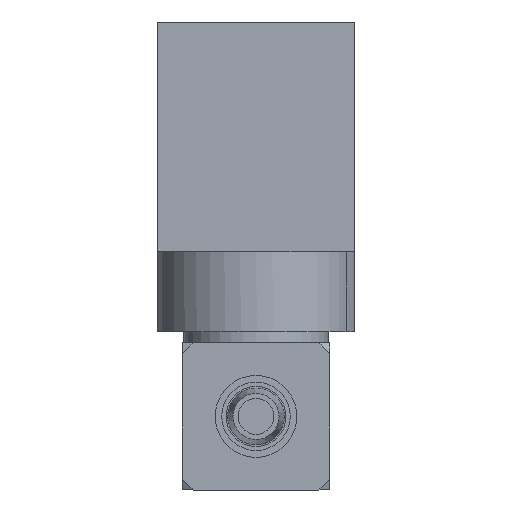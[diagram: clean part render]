
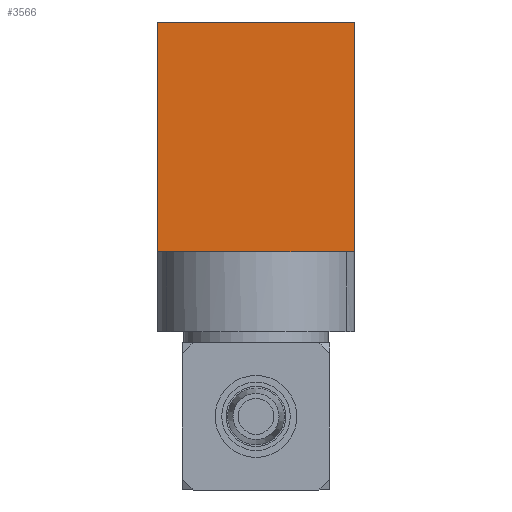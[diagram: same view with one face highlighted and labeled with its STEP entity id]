
A CAD part, front view. The second image highlights one B-rep face of the part: STEP entity #3566.
In plain terms, the highlighted planar face has unit normal (0, -1, 0).
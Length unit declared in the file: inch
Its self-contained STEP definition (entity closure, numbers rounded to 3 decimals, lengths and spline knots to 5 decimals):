
#189 = LINE ( 'NONE', #1879, #508 ) ;
#205 = VERTEX_POINT ( 'NONE', #2161 ) ;
#278 = DIRECTION ( 'NONE',  ( 1., 0., 0. ) ) ;
#407 = VECTOR ( 'NONE', #278, 39.37008 ) ;
#508 = VECTOR ( 'NONE', #4505, 39.37008 ) ;
#590 = ORIENTED_EDGE ( 'NONE', *, *, #1482, .T. ) ;
#615 = CARTESIAN_POINT ( 'NONE',  ( 0.185, -0.18494, -0.43065 ) ) ;
#874 = ORIENTED_EDGE ( 'NONE', *, *, #4190, .F. ) ;
#1098 = CARTESIAN_POINT ( 'NONE',  ( 0.185, -0.18494, -0.58065 ) ) ;
#1386 = CARTESIAN_POINT ( 'NONE',  ( -0.185, -0.18494, -0.43065 ) ) ;
#1482 = EDGE_CURVE ( 'NONE', #205, #5099, #3204, .T. ) ;
#1778 = LINE ( 'NONE', #2019, #6258 ) ;
#1851 = AXIS2_PLACEMENT_3D ( 'NONE', #2547, #4519, #4978 ) ;
#1879 = CARTESIAN_POINT ( 'NONE',  ( -0.185, -0.18494, -0.58065 ) ) ;
#2014 = FACE_OUTER_BOUND ( 'NONE', #4961, .T. ) ;
#2019 = CARTESIAN_POINT ( 'NONE',  ( -0.185, -0.18494, 0. ) ) ;
#2161 = CARTESIAN_POINT ( 'NONE',  ( -0.00064, -0.18494, -0.43065 ) ) ;
#2249 = DIRECTION ( 'NONE',  ( 1., 0., 0. ) ) ;
#2435 = DIRECTION ( 'NONE',  ( 1., 0., 0. ) ) ;
#2502 = DIRECTION ( 'NONE',  ( 0., 0., 1. ) ) ;
#2547 = CARTESIAN_POINT ( 'NONE',  ( -0.185, -0.18494, -0.58065 ) ) ;
#2724 = EDGE_CURVE ( 'NONE', #3806, #5231, #1778, .T. ) ;
#3204 = LINE ( 'NONE', #1386, #5698 ) ;
#3250 = CARTESIAN_POINT ( 'NONE',  ( -0.185, -0.18494, -0.43065 ) ) ;
#3376 = EDGE_CURVE ( 'NONE', #6195, #205, #6343, .T. ) ;
#3566 = ADVANCED_FACE ( 'NONE', ( #2014 ), #4413, .T. ) ;
#3784 = ORIENTED_EDGE ( 'NONE', *, *, #5366, .T. ) ;
#3801 = VECTOR ( 'NONE', #2502, 39.37008 ) ;
#3806 = VERTEX_POINT ( 'NONE', #5384 ) ;
#4190 = EDGE_CURVE ( 'NONE', #6195, #3806, #189, .T. ) ;
#4413 = PLANE ( 'NONE',  #1851 ) ;
#4505 = DIRECTION ( 'NONE',  ( 0., 0., 1. ) ) ;
#4519 = DIRECTION ( 'NONE',  ( 0., -1., 0. ) ) ;
#4961 = EDGE_LOOP ( 'NONE', ( #874, #5164, #590, #3784, #5727 ) ) ;
#4978 = DIRECTION ( 'NONE',  ( 0., 0., -1. ) ) ;
#5099 = VERTEX_POINT ( 'NONE', #615 ) ;
#5164 = ORIENTED_EDGE ( 'NONE', *, *, #3376, .T. ) ;
#5231 = VERTEX_POINT ( 'NONE', #5305 ) ;
#5293 = CARTESIAN_POINT ( 'NONE',  ( -0.185, -0.18494, -0.43065 ) ) ;
#5305 = CARTESIAN_POINT ( 'NONE',  ( 0.185, -0.18494, 0. ) ) ;
#5366 = EDGE_CURVE ( 'NONE', #5099, #5231, #5594, .T. ) ;
#5384 = CARTESIAN_POINT ( 'NONE',  ( -0.185, -0.18494, 0. ) ) ;
#5594 = LINE ( 'NONE', #1098, #3801 ) ;
#5698 = VECTOR ( 'NONE', #2249, 39.37008 ) ;
#5727 = ORIENTED_EDGE ( 'NONE', *, *, #2724, .F. ) ;
#6195 = VERTEX_POINT ( 'NONE', #5293 ) ;
#6258 = VECTOR ( 'NONE', #2435, 39.37008 ) ;
#6343 = LINE ( 'NONE', #3250, #407 ) ;
